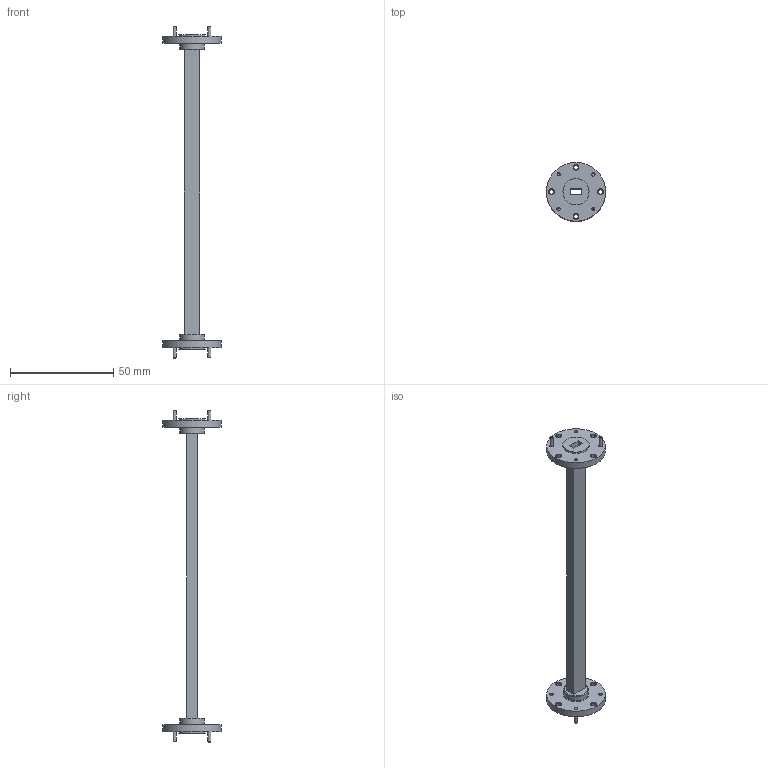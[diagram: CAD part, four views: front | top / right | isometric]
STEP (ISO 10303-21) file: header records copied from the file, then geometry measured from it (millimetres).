
FILE_DESCRIPTION (( 'STEP AP203' ), '1' );
FILE_NAME ('SMF-22S001-06_3D.step', '2021-02-15T16:01:57', ( '' ), ( '' ), 'SwSTEP 2.0', 'SolidWorks 2018', '' );
FILE_SCHEMA (( 'CONFIG_CONTROL_DESIGN' ));
Length unit declared in the file: inch
Products named in the file (1): SMF-22S001-06_3D
Bounding box: 28.57 x 28.57 x 161.04 mm (x, y, z)
Volume: 7749.6 mm3; surface area: 9684.3 mm2
Topology: 1 solids, 1 shells, 90 faces, 176 edges, 118 vertices
Faces by surface type: cylinder 42, plane 40, cone 4, torus 4
Full cylindrical faces by diameter (mm): 1.562 x8, 1.702 x4, 2.261 x8, 2.845 x16, 11.887 x2, 12.7 x2, 28.575 x2
Entity records: 2139 total; most frequent: DIRECTION 390, CARTESIAN_POINT 315, ORIENTED_EDGE 232, EDGE_LOOP 196, AXIS2_PLACEMENT_3D 183, FACE_OUTER_BOUND 136, EDGE_CURVE 116, VERTEX_POINT 108
